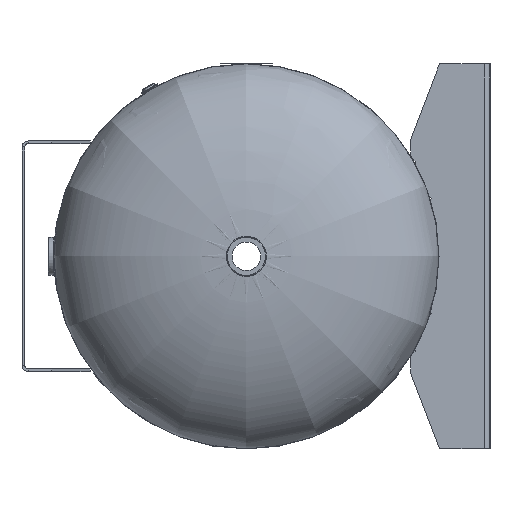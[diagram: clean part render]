
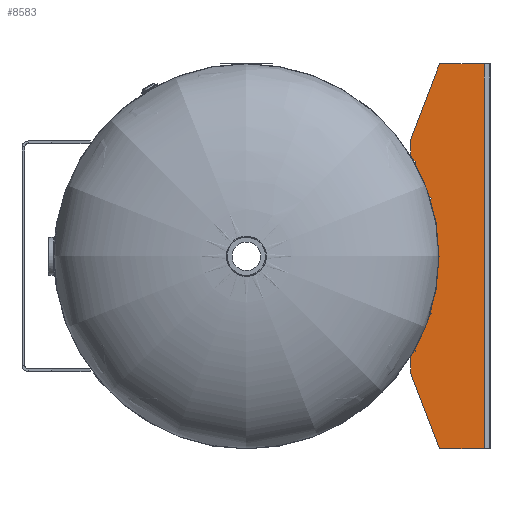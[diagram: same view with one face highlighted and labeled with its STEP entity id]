
A CAD part, left-side view. The second image highlights one B-rep face of the part: STEP entity #8583.
In plain terms, the highlighted planar face has unit normal (-1, 0, 0).
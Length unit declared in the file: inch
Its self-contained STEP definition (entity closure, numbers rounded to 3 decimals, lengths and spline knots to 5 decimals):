
#287=CIRCLE('',#9227,15.);
#289=CIRCLE('',#9230,15.);
#290=CIRCLE('',#9232,15.);
#292=CIRCLE('',#9235,15.);
#293=CIRCLE('',#9236,15.);
#435=LINE('',#13707,#1387);
#438=LINE('',#13713,#1390);
#441=LINE('',#13719,#1393);
#445=LINE('',#13728,#1397);
#448=LINE('',#13734,#1400);
#451=LINE('',#13740,#1403);
#455=LINE('',#13759,#1407);
#456=LINE('',#13761,#1408);
#457=LINE('',#13763,#1409);
#458=LINE('',#13765,#1410);
#459=LINE('',#13767,#1411);
#460=LINE('',#13769,#1412);
#461=LINE('',#13771,#1413);
#462=LINE('',#13775,#1414);
#463=LINE('',#13777,#1415);
#464=LINE('',#13779,#1416);
#465=LINE('',#13783,#1417);
#466=LINE('',#13785,#1418);
#467=LINE('',#13786,#1419);
#1387=VECTOR('',#9986,0.3937);
#1390=VECTOR('',#9991,0.3937);
#1393=VECTOR('',#9996,0.3937);
#1397=VECTOR('',#10002,0.3937);
#1400=VECTOR('',#10007,0.3937);
#1403=VECTOR('',#10012,0.3937);
#1407=VECTOR('',#10036,0.3937);
#1408=VECTOR('',#10037,0.3937);
#1409=VECTOR('',#10038,0.3937);
#1410=VECTOR('',#10039,0.3937);
#1411=VECTOR('',#10040,0.3937);
#1412=VECTOR('',#10041,0.3937);
#1413=VECTOR('',#10042,0.3937);
#1414=VECTOR('',#10045,0.3937);
#1415=VECTOR('',#10046,0.3937);
#1416=VECTOR('',#10047,0.3937);
#1417=VECTOR('',#10050,0.3937);
#1418=VECTOR('',#10051,0.3937);
#1419=VECTOR('',#10052,0.3937);
#2329=PLANE('',#9234);
#2863=FACE_OUTER_BOUND('',#3398,.T.);
#3398=EDGE_LOOP('',(#6238,#6239,#6240,#6241,#6242,#6243,#6244,#6245,#6246,
#6247,#6248,#6249,#6250,#6251,#6252,#6253,#6254,#6255,#6256,#6257,#6258,
#6259,#6260,#6261));
#4096=VERTEX_POINT('',#13704);
#4097=VERTEX_POINT('',#13706);
#4099=VERTEX_POINT('',#13712);
#4101=VERTEX_POINT('',#13718);
#4104=VERTEX_POINT('',#13725);
#4105=VERTEX_POINT('',#13727);
#4107=VERTEX_POINT('',#13733);
#4109=VERTEX_POINT('',#13739);
#4111=VERTEX_POINT('',#13745);
#4112=VERTEX_POINT('',#13752);
#4114=VERTEX_POINT('',#13758);
#4115=VERTEX_POINT('',#13760);
#4116=VERTEX_POINT('',#13762);
#4117=VERTEX_POINT('',#13764);
#4118=VERTEX_POINT('',#13766);
#4119=VERTEX_POINT('',#13768);
#4120=VERTEX_POINT('',#13770);
#4121=VERTEX_POINT('',#13772);
#4122=VERTEX_POINT('',#13774);
#4123=VERTEX_POINT('',#13776);
#4124=VERTEX_POINT('',#13778);
#4125=VERTEX_POINT('',#13780);
#4126=VERTEX_POINT('',#13782);
#4127=VERTEX_POINT('',#13784);
#4942=EDGE_CURVE('',#4097,#4096,#435,.T.);
#4945=EDGE_CURVE('',#4099,#4097,#438,.T.);
#4948=EDGE_CURVE('',#4101,#4099,#441,.T.);
#4952=EDGE_CURVE('',#4105,#4104,#445,.T.);
#4955=EDGE_CURVE('',#4107,#4105,#448,.T.);
#4958=EDGE_CURVE('',#4109,#4107,#451,.T.);
#4962=EDGE_CURVE('',#4104,#4111,#287,.T.);
#4964=EDGE_CURVE('',#4096,#4109,#289,.T.);
#4965=EDGE_CURVE('',#4112,#4101,#290,.T.);
#4968=EDGE_CURVE('',#4111,#4114,#455,.T.);
#4969=EDGE_CURVE('',#4115,#4114,#456,.T.);
#4970=EDGE_CURVE('',#4115,#4116,#457,.T.);
#4971=EDGE_CURVE('',#4117,#4116,#458,.T.);
#4972=EDGE_CURVE('',#4118,#4117,#459,.T.);
#4973=EDGE_CURVE('',#4119,#4118,#460,.T.);
#4974=EDGE_CURVE('',#4119,#4120,#461,.T.);
#4975=EDGE_CURVE('',#4120,#4121,#292,.T.);
#4976=EDGE_CURVE('',#4121,#4122,#462,.T.);
#4977=EDGE_CURVE('',#4122,#4123,#463,.T.);
#4978=EDGE_CURVE('',#4123,#4124,#464,.T.);
#4979=EDGE_CURVE('',#4124,#4125,#293,.T.);
#4980=EDGE_CURVE('',#4125,#4126,#465,.T.);
#4981=EDGE_CURVE('',#4126,#4127,#466,.T.);
#4982=EDGE_CURVE('',#4127,#4112,#467,.T.);
#6238=ORIENTED_EDGE('',*,*,#4948,.T.);
#6239=ORIENTED_EDGE('',*,*,#4945,.T.);
#6240=ORIENTED_EDGE('',*,*,#4942,.T.);
#6241=ORIENTED_EDGE('',*,*,#4964,.T.);
#6242=ORIENTED_EDGE('',*,*,#4958,.T.);
#6243=ORIENTED_EDGE('',*,*,#4955,.T.);
#6244=ORIENTED_EDGE('',*,*,#4952,.T.);
#6245=ORIENTED_EDGE('',*,*,#4962,.T.);
#6246=ORIENTED_EDGE('',*,*,#4968,.T.);
#6247=ORIENTED_EDGE('',*,*,#4969,.F.);
#6248=ORIENTED_EDGE('',*,*,#4970,.T.);
#6249=ORIENTED_EDGE('',*,*,#4971,.F.);
#6250=ORIENTED_EDGE('',*,*,#4972,.F.);
#6251=ORIENTED_EDGE('',*,*,#4973,.F.);
#6252=ORIENTED_EDGE('',*,*,#4974,.T.);
#6253=ORIENTED_EDGE('',*,*,#4975,.T.);
#6254=ORIENTED_EDGE('',*,*,#4976,.T.);
#6255=ORIENTED_EDGE('',*,*,#4977,.T.);
#6256=ORIENTED_EDGE('',*,*,#4978,.T.);
#6257=ORIENTED_EDGE('',*,*,#4979,.T.);
#6258=ORIENTED_EDGE('',*,*,#4980,.T.);
#6259=ORIENTED_EDGE('',*,*,#4981,.T.);
#6260=ORIENTED_EDGE('',*,*,#4982,.T.);
#6261=ORIENTED_EDGE('',*,*,#4965,.T.);
#8583=ADVANCED_FACE('',(#2863),#2329,.T.);
#9227=AXIS2_PLACEMENT_3D('',#13747,#10019,#10020);
#9230=AXIS2_PLACEMENT_3D('',#13750,#10025,#10026);
#9232=AXIS2_PLACEMENT_3D('',#13753,#10029,#10030);
#9234=AXIS2_PLACEMENT_3D('',#13757,#10034,#10035);
#9235=AXIS2_PLACEMENT_3D('',#13773,#10043,#10044);
#9236=AXIS2_PLACEMENT_3D('',#13781,#10048,#10049);
#9986=DIRECTION('',(0.,-0.358,0.934));
#9991=DIRECTION('',(0.,0.934,0.358));
#9996=DIRECTION('',(0.,0.358,-0.934));
#10002=DIRECTION('',(0.,-0.491,0.871));
#10007=DIRECTION('',(0.,0.871,0.491));
#10012=DIRECTION('',(0.,0.491,-0.871));
#10019=DIRECTION('center_axis',(1.,0.,0.));
#10020=DIRECTION('ref_axis',(0.,-1.,0.));
#10025=DIRECTION('center_axis',(1.,0.,0.));
#10026=DIRECTION('ref_axis',(0.,-1.,0.));
#10029=DIRECTION('center_axis',(1.,0.,0.));
#10030=DIRECTION('ref_axis',(0.,-1.,0.));
#10034=DIRECTION('center_axis',(-1.,0.,0.));
#10035=DIRECTION('ref_axis',(0.,0.,1.));
#10036=DIRECTION('',(0.,1.,0.));
#10037=DIRECTION('',(0.,-0.934,0.358));
#10038=DIRECTION('',(0.,0.,-1.));
#10039=DIRECTION('',(0.,1.,0.));
#10040=DIRECTION('',(0.,0.,-1.));
#10041=DIRECTION('',(0.,-0.934,-0.358));
#10042=DIRECTION('',(0.,1.,0.));
#10043=DIRECTION('center_axis',(1.,0.,0.));
#10044=DIRECTION('ref_axis',(0.,-1.,0.));
#10045=DIRECTION('',(0.,-0.491,-0.871));
#10046=DIRECTION('',(0.,0.871,-0.491));
#10047=DIRECTION('',(0.,0.491,0.871));
#10048=DIRECTION('center_axis',(1.,0.,0.));
#10049=DIRECTION('ref_axis',(0.,-1.,0.));
#10050=DIRECTION('',(0.,-0.358,-0.934));
#10051=DIRECTION('',(0.,0.934,-0.358));
#10052=DIRECTION('',(0.,0.358,0.934));
#13704=CARTESIAN_POINT('',(-2.,4.53086,4.70065));
#13706=CARTESIAN_POINT('',(-2.,4.56663,4.60727));
#13707=CARTESIAN_POINT('',(-2.,3.03345,8.61055));
#13712=CARTESIAN_POINT('',(-2.,4.47342,4.57157));
#13713=CARTESIAN_POINT('',(-2.,-3.7014,1.44079));
#13718=CARTESIAN_POINT('',(-2.,4.43543,4.67077));
#13719=CARTESIAN_POINT('',(-2.,2.95813,8.52817));
#13725=CARTESIAN_POINT('',(-2.,7.36865,5.93467));
#13727=CARTESIAN_POINT('',(-2.,7.41761,5.84785));
#13728=CARTESIAN_POINT('',(-2.,4.61556,10.81617));
#13733=CARTESIAN_POINT('',(-2.,7.33051,5.79873));
#13734=CARTESIAN_POINT('',(-2.,-1.01362,1.09277));
#13739=CARTESIAN_POINT('',(-2.,7.28139,5.88583));
#13740=CARTESIAN_POINT('',(-2.,4.55294,10.72364));
#13745=CARTESIAN_POINT('',(-2.,7.79999,6.1875));
#13747=CARTESIAN_POINT('Origin',(-2.,0.,19.));
#13750=CARTESIAN_POINT('Origin',(-2.,0.,19.));
#13752=CARTESIAN_POINT('',(-2.,-4.43543,4.67077));
#13753=CARTESIAN_POINT('Origin',(-2.,0.,19.));
#13757=CARTESIAN_POINT('Origin',(-2.,-15.,6.1875));
#13758=CARTESIAN_POINT('',(-2.,9.125,6.1875));
#13759=CARTESIAN_POINT('',(-2.,-15.,6.1875));
#13760=CARTESIAN_POINT('',(-2.,15.,3.9375));
#13761=CARTESIAN_POINT('',(-2.,0.07418,9.65377));
#13762=CARTESIAN_POINT('',(-2.,15.,0.4293));
#13763=CARTESIAN_POINT('',(-2.,15.,6.1875));
#13764=CARTESIAN_POINT('',(-2.,-15.,0.4293));
#13765=CARTESIAN_POINT('',(-2.,15.,0.4293));
#13766=CARTESIAN_POINT('',(-2.,-15.,3.9375));
#13767=CARTESIAN_POINT('',(-2.,-15.,6.1875));
#13768=CARTESIAN_POINT('',(-2.,-9.125,6.1875));
#13769=CARTESIAN_POINT('',(-2.,-13.15551,4.6439));
#13770=CARTESIAN_POINT('',(-2.,-7.79999,6.1875));
#13771=CARTESIAN_POINT('',(-2.,-15.,6.1875));
#13772=CARTESIAN_POINT('',(-2.,-7.36865,5.93467));
#13773=CARTESIAN_POINT('Origin',(-2.,0.,19.));
#13774=CARTESIAN_POINT('',(-2.,-7.41761,5.84785));
#13775=CARTESIAN_POINT('',(-2.,-8.23536,4.39791));
#13776=CARTESIAN_POINT('',(-2.,-7.33051,5.79873));
#13777=CARTESIAN_POINT('',(-2.,-10.36658,7.51103));
#13778=CARTESIAN_POINT('',(-2.,-7.28139,5.88583));
#13779=CARTESIAN_POINT('',(-2.,-8.17274,4.30538));
#13780=CARTESIAN_POINT('',(-2.,-4.53086,4.70065));
#13781=CARTESIAN_POINT('Origin',(-2.,0.,19.));
#13782=CARTESIAN_POINT('',(-2.,-4.56663,4.60727));
#13783=CARTESIAN_POINT('',(-2.,-4.95213,3.60068));
#13784=CARTESIAN_POINT('',(-2.,-4.47342,4.57157));
#13785=CARTESIAN_POINT('',(-2.,-9.37993,6.45066));
#13786=CARTESIAN_POINT('',(-2.,-4.8768,3.5183));
